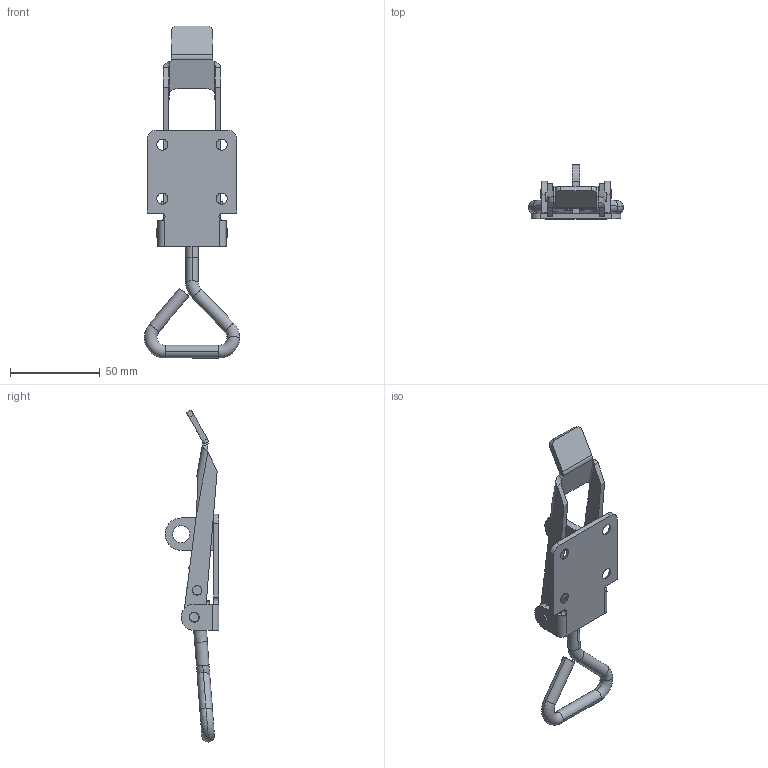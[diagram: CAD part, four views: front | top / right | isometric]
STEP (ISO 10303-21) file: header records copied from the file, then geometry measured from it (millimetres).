
FILE_DESCRIPTION (( 'STEP AP214' ), '1' );
FILE_NAME ('D12323DME - 123 G3 ZP.STEP', '2017-02-16T15:27:09', ( '' ), ( '' ), 'SwSTEP 2.0', 'SolidWorks 2015', '' );
FILE_SCHEMA (( 'AUTOMOTIVE_DESIGN' ));
Length unit declared in the file: millimetre
Products named in the file (7): skruvögla; rulle; mutter; nit; bygel; platta; D12323DME - 123 G3 ZP
Assembly tree (7 placements, depth 2):
  D12323DME - 123 G3 ZP
    platta
    bygel
    nit  x2
    mutter
    rulle
    skruvögla
Bounding box: 53 x 30 x 184.7 mm (x, y, z)
Volume: 29656 mm3; surface area: 22347.1 mm2
Topology: 7 solids, 7 shells, 204 faces, 466 edges, 270 vertices
Faces by surface type: cylinder 83, plane 71, torus 20, cone 12, sphere 12, bspline 6
Entity records: 6044 total; most frequent: CARTESIAN_POINT 1305, DIRECTION 1002, ORIENTED_EDGE 868, EDGE_CURVE 434, AXIS2_PLACEMENT_3D 397, VERTEX_POINT 258, EDGE_LOOP 224, VECTOR 208
